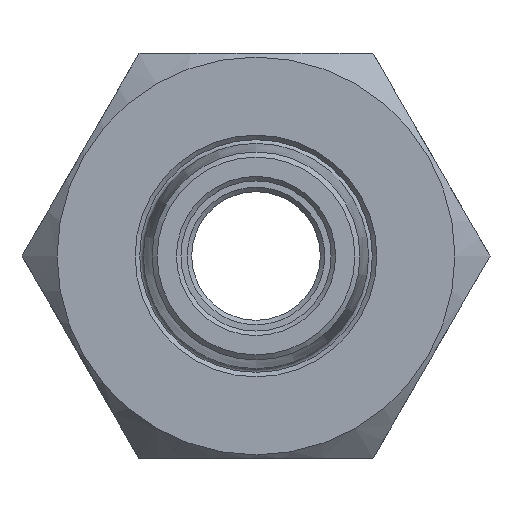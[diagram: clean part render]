
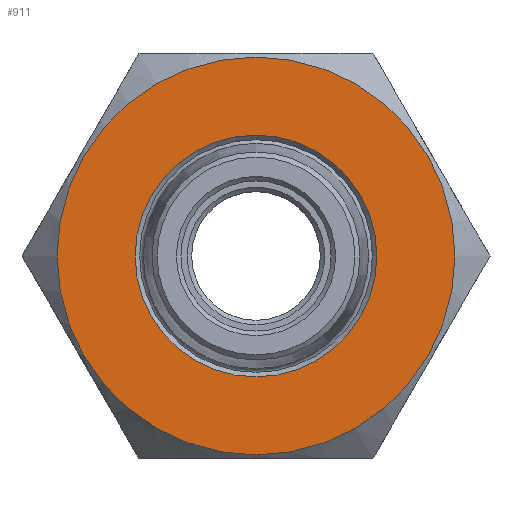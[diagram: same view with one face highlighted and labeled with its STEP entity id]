
A CAD part, left-side view. The second image highlights one B-rep face of the part: STEP entity #911.
In plain terms, the highlighted planar face has unit normal (-1, 0, 0).
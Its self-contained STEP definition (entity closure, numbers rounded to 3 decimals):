
#46=FACE_BOUND('',#157,.T.);
#68=PLANE('',#1054);
#96=FACE_OUTER_BOUND('',#156,.T.);
#156=EDGE_LOOP('',(#662));
#157=EDGE_LOOP('',(#663));
#317=CIRCLE('',#1035,13.25);
#324=CIRCLE('',#1049,8.05);
#403=VERTEX_POINT('',#1553);
#409=VERTEX_POINT('',#1579);
#492=EDGE_CURVE('',#403,#403,#317,.T.);
#504=EDGE_CURVE('',#409,#409,#324,.T.);
#662=ORIENTED_EDGE('',*,*,#492,.T.);
#663=ORIENTED_EDGE('',*,*,#504,.F.);
#911=ADVANCED_FACE('',(#96,#46),#68,.T.);
#1035=AXIS2_PLACEMENT_3D('',#1555,#1184,#1185);
#1049=AXIS2_PLACEMENT_3D('',#1580,#1217,#1218);
#1054=AXIS2_PLACEMENT_3D('',#1590,#1229,#1230);
#1184=DIRECTION('center_axis',(-1.,0.,0.));
#1185=DIRECTION('ref_axis',(0.,1.,0.));
#1217=DIRECTION('center_axis',(-1.,0.,0.));
#1218=DIRECTION('ref_axis',(0.,0.,-1.));
#1229=DIRECTION('center_axis',(-1.,0.,0.));
#1230=DIRECTION('ref_axis',(0.,0.,1.));
#1553=CARTESIAN_POINT('',(-13.5,-13.25,0.));
#1555=CARTESIAN_POINT('Origin',(-13.5,0.,0.));
#1579=CARTESIAN_POINT('',(-13.5,0.,8.05));
#1580=CARTESIAN_POINT('Origin',(-13.5,0.,0.));
#1590=CARTESIAN_POINT('Origin',(-13.5,0.,0.));
